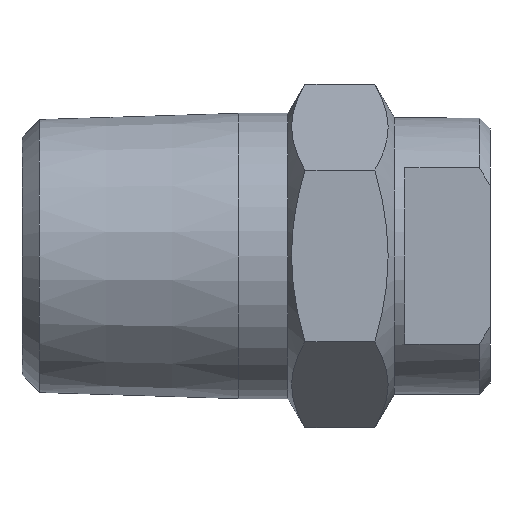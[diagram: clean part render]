
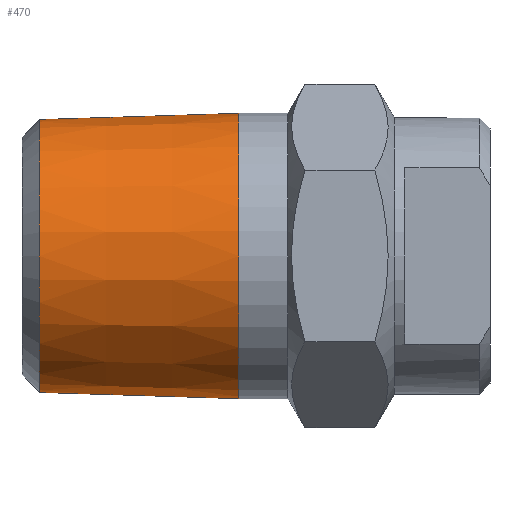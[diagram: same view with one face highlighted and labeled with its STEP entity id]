
A CAD part, front view. The second image highlights one B-rep face of the part: STEP entity #470.
In plain terms, the highlighted conical face has half-angle 1.788 degrees and reference radius 6.412 mm.
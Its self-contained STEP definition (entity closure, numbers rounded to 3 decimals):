
#86=CONICAL_SURFACE('',#545,6.412,0.031);
#118=ORIENTED_EDGE('',*,*,#220,.F.);
#119=ORIENTED_EDGE('',*,*,#219,.T.);
#219=EDGE_CURVE('',#275,#275,#317,.T.);
#220=EDGE_CURVE('',#276,#276,#318,.T.);
#275=VERTEX_POINT('',#771);
#276=VERTEX_POINT('',#774);
#317=CIRCLE('',#544,6.412);
#318=CIRCLE('',#546,6.705);
#353=EDGE_LOOP('',(#118));
#354=EDGE_LOOP('',(#119));
#409=FACE_BOUND('',#353,.T.);
#410=FACE_BOUND('',#354,.T.);
#470=ADVANCED_FACE('',(#409,#410),#86,.T.);
#544=AXIS2_PLACEMENT_3D('',#770,#634,#635);
#545=AXIS2_PLACEMENT_3D('',#772,#636,#637);
#546=AXIS2_PLACEMENT_3D('',#773,#638,#639);
#634=DIRECTION('',(1.,0.,0.));
#635=DIRECTION('',(0.,0.,-1.));
#636=DIRECTION('',(1.,0.,0.));
#637=DIRECTION('',(0.,0.,-1.));
#638=DIRECTION('',(1.,0.,0.));
#639=DIRECTION('',(0.,0.,-1.));
#770=CARTESIAN_POINT('',(0.821,0.,0.));
#771=CARTESIAN_POINT('',(0.821,0.,-6.412));
#772=CARTESIAN_POINT('',(0.821,0.,0.));
#773=CARTESIAN_POINT('',(10.2,0.,0.));
#774=CARTESIAN_POINT('',(10.2,0.,-6.705));
